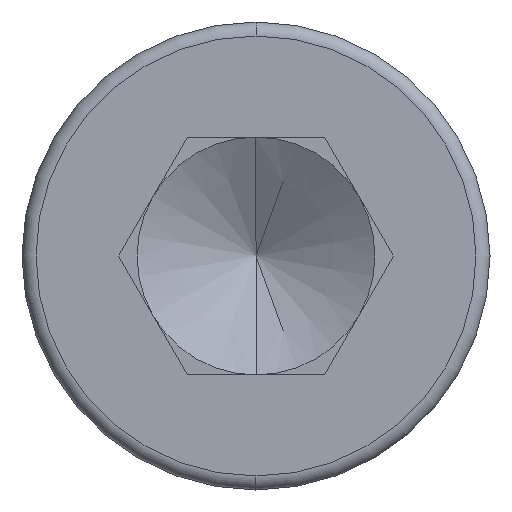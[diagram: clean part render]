
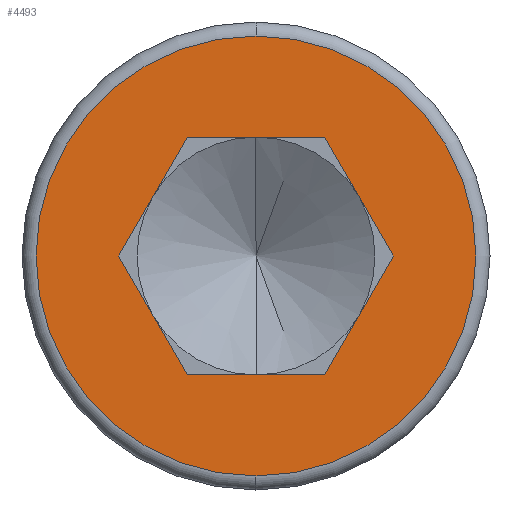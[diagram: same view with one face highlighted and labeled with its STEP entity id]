
A CAD part, left-side view. The second image highlights one B-rep face of the part: STEP entity #4493.
In plain terms, the highlighted planar face has unit normal (-1, 0, 0).
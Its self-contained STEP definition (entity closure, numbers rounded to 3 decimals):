
#14 = EDGE_CURVE ( 'NONE', #3817, #4615, #4100, .T. ) ;
#98 = CIRCLE ( 'NONE', #3640, 4.7 ) ;
#160 = DIRECTION ( 'NONE',  ( -1., 0., 0. ) ) ;
#163 = EDGE_CURVE ( 'NONE', #362, #2988, #2490, .T. ) ;
#166 = VECTOR ( 'NONE', #4167, 1000. ) ;
#234 = ORIENTED_EDGE ( 'NONE', *, *, #669, .F. ) ;
#250 = AXIS2_PLACEMENT_3D ( 'NONE', #2158, #2924, #624 ) ;
#314 = VECTOR ( 'NONE', #1965, 1000. ) ;
#324 = EDGE_CURVE ( 'NONE', #3514, #3752, #1908, .T. ) ;
#362 = VERTEX_POINT ( 'NONE', #2359 ) ;
#465 = CARTESIAN_POINT ( 'NONE',  ( 0., 0., 4.7 ) ) ;
#624 = DIRECTION ( 'NONE',  ( 0., 0., 1. ) ) ;
#669 = EDGE_CURVE ( 'NONE', #3752, #4615, #1464, .T. ) ;
#695 = AXIS2_PLACEMENT_3D ( 'NONE', #3282, #160, #4081 ) ;
#720 = LINE ( 'NONE', #3217, #2527 ) ;
#779 = ORIENTED_EDGE ( 'NONE', *, *, #324, .F. ) ;
#867 = ORIENTED_EDGE ( 'NONE', *, *, #2950, .T. ) ;
#878 = EDGE_LOOP ( 'NONE', ( #867, #2139, #2341, #1241, #234, #779 ) ) ;
#922 = DIRECTION ( 'NONE',  ( 0., 1., 0. ) ) ;
#1023 = CARTESIAN_POINT ( 'NONE',  ( 0., 1.468, -2.542 ) ) ;
#1074 = CARTESIAN_POINT ( 'NONE',  ( 0., -2.935, 0. ) ) ;
#1179 = EDGE_CURVE ( 'NONE', #2988, #362, #98, .T. ) ;
#1241 = ORIENTED_EDGE ( 'NONE', *, *, #14, .T. ) ;
#1464 = LINE ( 'NONE', #1727, #2361 ) ;
#1480 = CARTESIAN_POINT ( 'NONE',  ( 0., -2.935, 0. ) ) ;
#1727 = CARTESIAN_POINT ( 'NONE',  ( 0., 1.468, -2.542 ) ) ;
#1868 = CARTESIAN_POINT ( 'NONE',  ( 0., -1.468, -2.542 ) ) ;
#1908 = LINE ( 'NONE', #3573, #3025 ) ;
#1965 = DIRECTION ( 'NONE',  ( 0., -0.5, 0.866 ) ) ;
#1974 = CARTESIAN_POINT ( 'NONE',  ( 0., 2.935, 0. ) ) ;
#2127 = CARTESIAN_POINT ( 'NONE',  ( 0., -1.468, 2.542 ) ) ;
#2139 = ORIENTED_EDGE ( 'NONE', *, *, #3111, .F. ) ;
#2141 = CARTESIAN_POINT ( 'NONE',  ( 0., 1.468, 2.542 ) ) ;
#2158 = CARTESIAN_POINT ( 'NONE',  ( 0., 0., 0. ) ) ;
#2214 = DIRECTION ( 'NONE',  ( 0., -1., 0. ) ) ;
#2341 = ORIENTED_EDGE ( 'NONE', *, *, #4021, .T. ) ;
#2359 = CARTESIAN_POINT ( 'NONE',  ( 0., 0., -4.7 ) ) ;
#2361 = VECTOR ( 'NONE', #2214, 1000. ) ;
#2449 = DIRECTION ( 'NONE',  ( -1., 0., 0. ) ) ;
#2490 = CIRCLE ( 'NONE', #695, 4.7 ) ;
#2527 = VECTOR ( 'NONE', #922, 1000. ) ;
#2651 = VERTEX_POINT ( 'NONE', #2141 ) ;
#2723 = CARTESIAN_POINT ( 'NONE',  ( 0., 2.935, 0. ) ) ;
#2752 = FACE_OUTER_BOUND ( 'NONE', #3864, .T. ) ;
#2914 = DIRECTION ( 'NONE',  ( 0., -0.5, -0.866 ) ) ;
#2924 = DIRECTION ( 'NONE',  ( -1., 0., 0. ) ) ;
#2950 = EDGE_CURVE ( 'NONE', #3514, #2651, #4377, .T. ) ;
#2968 = CARTESIAN_POINT ( 'NONE',  ( 0., 0., 0. ) ) ;
#2988 = VERTEX_POINT ( 'NONE', #465 ) ;
#3025 = VECTOR ( 'NONE', #3589, 1000. ) ;
#3111 = EDGE_CURVE ( 'NONE', #3730, #2651, #720, .T. ) ;
#3217 = CARTESIAN_POINT ( 'NONE',  ( 0., -1.468, 2.542 ) ) ;
#3282 = CARTESIAN_POINT ( 'NONE',  ( 0., 0., 0. ) ) ;
#3514 = VERTEX_POINT ( 'NONE', #1974 ) ;
#3573 = CARTESIAN_POINT ( 'NONE',  ( 0., 2.935, 0. ) ) ;
#3584 = DIRECTION ( 'NONE',  ( 0., 0., 1. ) ) ;
#3589 = DIRECTION ( 'NONE',  ( 0., -0.5, -0.866 ) ) ;
#3640 = AXIS2_PLACEMENT_3D ( 'NONE', #2968, #2449, #3584 ) ;
#3656 = PLANE ( 'NONE',  #250 ) ;
#3730 = VERTEX_POINT ( 'NONE', #4831 ) ;
#3747 = FACE_BOUND ( 'NONE', #878, .T. ) ;
#3752 = VERTEX_POINT ( 'NONE', #1023 ) ;
#3817 = VERTEX_POINT ( 'NONE', #1074 ) ;
#3864 = EDGE_LOOP ( 'NONE', ( #4549, #4547 ) ) ;
#4021 = EDGE_CURVE ( 'NONE', #3730, #3817, #4797, .T. ) ;
#4081 = DIRECTION ( 'NONE',  ( 0., 0., 1. ) ) ;
#4100 = LINE ( 'NONE', #1480, #166 ) ;
#4167 = DIRECTION ( 'NONE',  ( 0., 0.5, -0.866 ) ) ;
#4377 = LINE ( 'NONE', #2723, #314 ) ;
#4493 = ADVANCED_FACE ( 'NONE', ( #3747, #2752 ), #3656, .T. ) ;
#4547 = ORIENTED_EDGE ( 'NONE', *, *, #163, .T. ) ;
#4549 = ORIENTED_EDGE ( 'NONE', *, *, #1179, .T. ) ;
#4615 = VERTEX_POINT ( 'NONE', #1868 ) ;
#4681 = VECTOR ( 'NONE', #2914, 1000. ) ;
#4797 = LINE ( 'NONE', #2127, #4681 ) ;
#4831 = CARTESIAN_POINT ( 'NONE',  ( 0., -1.468, 2.542 ) ) ;
